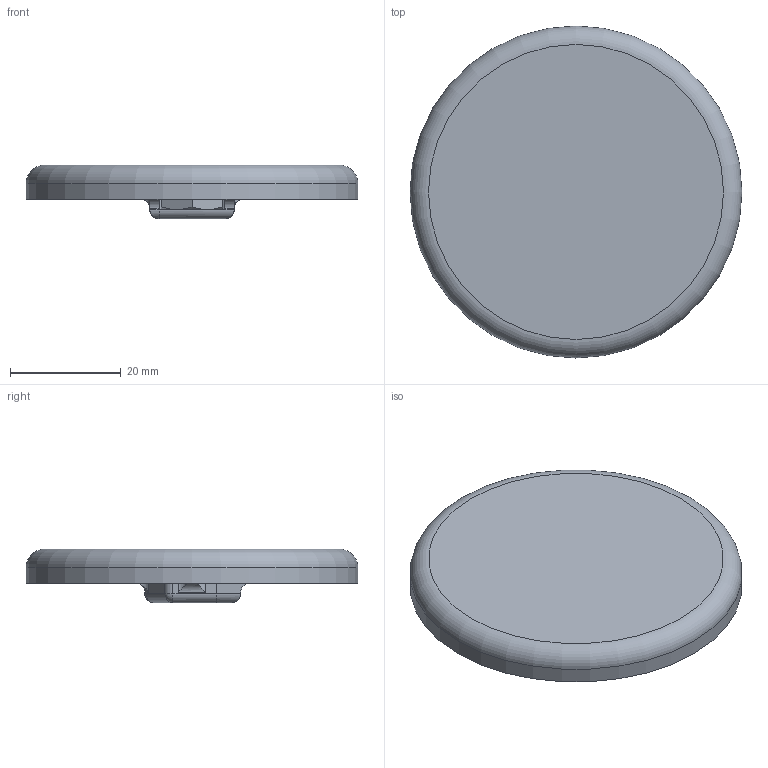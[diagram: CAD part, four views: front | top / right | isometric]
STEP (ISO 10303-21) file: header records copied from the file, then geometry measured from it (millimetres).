
FILE_DESCRIPTION(/* description */ (''),/* implementation_level */ '2;1');
FILE_NAME(/* name */ 'Button.step',/* time_stamp */ '2025-05-02T22:33:16-06:00',/* author */ (''),/* organization */ (''),/* preprocessor_version */ 'ST-DEVELOPER v20.1',/* originating_system */ 'Autodesk Translation Framework v14.4.0.0',/* authorisation */ '');
FILE_SCHEMA (('AUTOMOTIVE_DESIGN { 1 0 10303 214 3 1 1 }'));
Length unit declared in the file: millimetre
Products named in the file (2): Button; 95462A029_1-4_20_GR5 STEEL HEX NUT
Assembly tree (1 placements, depth 2):
  Button
    95462A029_1-4_20_GR5 STEEL HEX NUT
Bounding box: 60 x 60 x 9.7 mm (x, y, z)
Volume: 8125.2 mm3; surface area: 9175.2 mm2
Topology: 2 solids, 2 shells, 150 faces, 351 edges, 208 vertices
Faces by surface type: cylinder 60, plane 44, cone 16, torus 11, bspline 10, sphere 9
Full cylindrical faces by diameter (mm): 4.7 x2, 6.35 x3, 7.142 x1, 60 x1
Entity records: 5261 total; most frequent: CARTESIAN_POINT 1898, ORIENTED_EDGE 702, DIRECTION 690, EDGE_CURVE 351, AXIS2_PLACEMENT_3D 268, VERTEX_POINT 208, EDGE_LOOP 155, LINE 154
